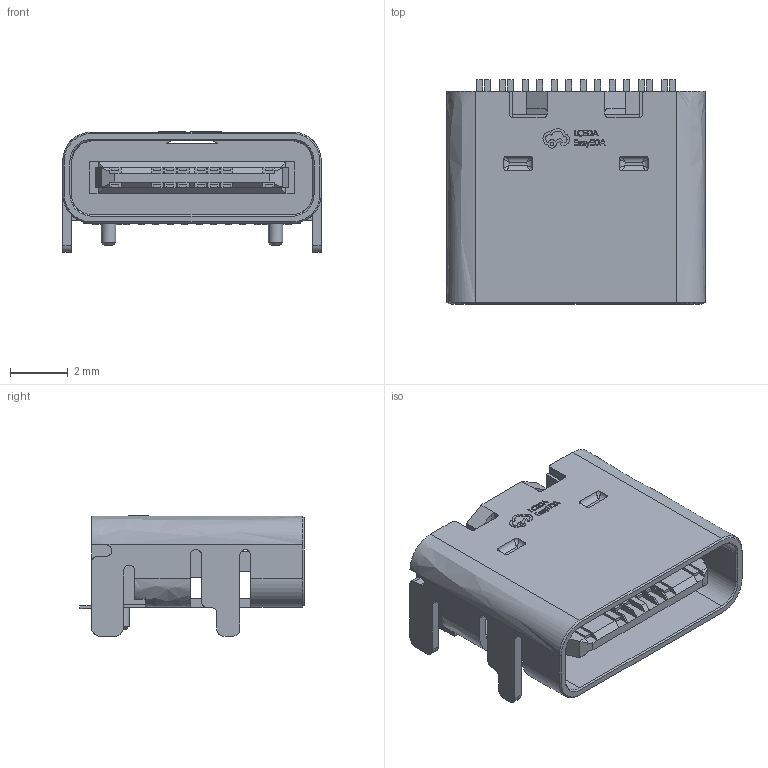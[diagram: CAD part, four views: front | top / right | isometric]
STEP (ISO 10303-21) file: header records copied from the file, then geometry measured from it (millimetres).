
FILE_DESCRIPTION(('Open CASCADE Model'),'2;1');
FILE_NAME('Open CASCADE Shape Model','2025-11-10T20:19:51',('Author'),( 'Open CASCADE'),'Open CASCADE STEP processor 7.9','Open CASCADE 7.9' ,'Unknown');
FILE_SCHEMA(('AUTOMOTIVE_DESIGN { 1 0 10303 214 1 1 1 1 }'));
Length unit declared in the file: millimetre
Products named in the file (1): COMPOUND
Bounding box: 8.94 x 7.75 x 4.17 mm (x, y, z)
Volume: 111.9 mm3; surface area: 510.9 mm2
Topology: 28 solids, 28 shells, 791 faces, 2030 edges, 1296 vertices
Faces by surface type: bspline 791
Entity records: 28185 total; most frequent: CARTESIAN_POINT 10153, ORIENTED_EDGE 4028, EDGE_CURVE 2014, B_SPLINE_CURVE_WITH_KNOTS 1788, VERTEX_POINT 1296, PRESENTATION_STYLE_ASSIGNMENT 819, SURFACE_STYLE_USAGE 819, SURFACE_SIDE_STYLE 819
